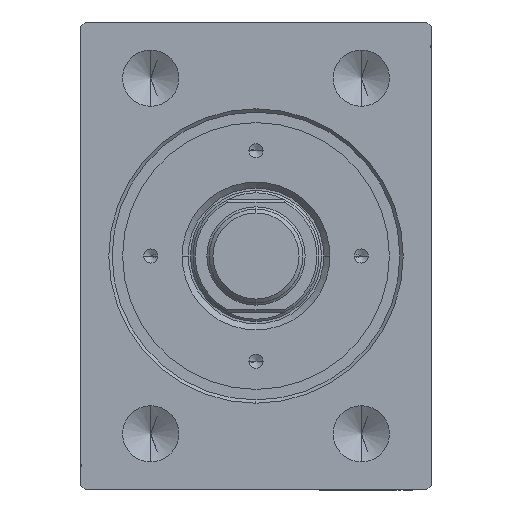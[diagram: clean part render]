
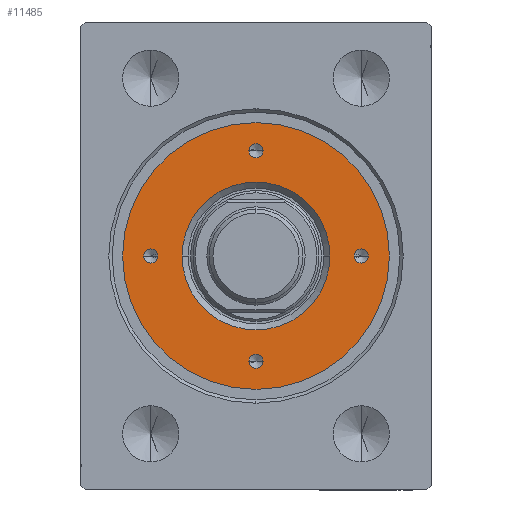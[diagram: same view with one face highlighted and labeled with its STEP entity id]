
A CAD part, left-side view. The second image highlights one B-rep face of the part: STEP entity #11485.
In plain terms, the highlighted face is planar.
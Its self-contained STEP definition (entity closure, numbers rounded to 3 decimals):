
#100 = CARTESIAN_POINT ( 'NONE',  ( 28.5, 0., 10. ) ) ;
#1613 = CARTESIAN_POINT ( 'NONE',  ( -21., 0., 10. ) ) ;
#2241 = CARTESIAN_POINT ( 'NONE',  ( 22.5, 0., 10. ) ) ;
#2837 = CARTESIAN_POINT ( 'NONE',  ( 0., 22.5, 10. ) ) ;
#2951 = EDGE_CURVE ( 'NONE', #31005, #43841, #41408, .T. ) ;
#2953 = DIRECTION ( 'NONE',  ( 0., 0., 1. ) ) ;
#3364 = ORIENTED_EDGE ( 'NONE', *, *, #14793, .F. ) ;
#4640 = DIRECTION ( 'NONE',  ( 1., 0., 0. ) ) ;
#4733 = AXIS2_PLACEMENT_3D ( 'NONE', #2837, #19704, #40621 ) ;
#5007 = EDGE_LOOP ( 'NONE', ( #34795, #16062 ) ) ;
#5102 = PLANE ( 'NONE',  #30822 ) ;
#5906 = EDGE_LOOP ( 'NONE', ( #28956, #37316 ) ) ;
#6758 = DIRECTION ( 'NONE',  ( 1., 0., 0. ) ) ;
#8253 = DIRECTION ( 'NONE',  ( 1., 0., 0. ) ) ;
#8694 = FACE_BOUND ( 'NONE', #17513, .T. ) ;
#9168 = CARTESIAN_POINT ( 'NONE',  ( 21., 0., 10. ) ) ;
#9448 = VERTEX_POINT ( 'NONE', #9168 ) ;
#9527 = AXIS2_PLACEMENT_3D ( 'NONE', #33197, #12725, #16332 ) ;
#10336 = DIRECTION ( 'NONE',  ( 1., 0., 0. ) ) ;
#10566 = DIRECTION ( 'NONE',  ( 0., 0., -1. ) ) ;
#10843 = VERTEX_POINT ( 'NONE', #1613 ) ;
#10906 = DIRECTION ( 'NONE',  ( 1., 0., 0. ) ) ;
#11403 = DIRECTION ( 'NONE',  ( 1., 0., 0. ) ) ;
#11473 = CIRCLE ( 'NONE', #30853, 15.8 ) ;
#11485 = ADVANCED_FACE ( 'NONE', ( #14997, #8694, #39740, #19271, #28714, #18827 ), #5102, .T. ) ;
#11618 = CARTESIAN_POINT ( 'NONE',  ( 0., 0., 10. ) ) ;
#11716 = DIRECTION ( 'NONE',  ( 1., 0., 0. ) ) ;
#11816 = VERTEX_POINT ( 'NONE', #16226 ) ;
#12361 = DIRECTION ( 'NONE',  ( 0., 0., 1. ) ) ;
#12725 = DIRECTION ( 'NONE',  ( 0., 0., 1. ) ) ;
#13137 = CARTESIAN_POINT ( 'NONE',  ( -1.5, -22.5, 10. ) ) ;
#13198 = EDGE_CURVE ( 'NONE', #31102, #31111, #24418, .T. ) ;
#13337 = CIRCLE ( 'NONE', #4733, 1.5 ) ;
#13367 = CIRCLE ( 'NONE', #36255, 1.5 ) ;
#13411 = EDGE_CURVE ( 'NONE', #31111, #31102, #11473, .T. ) ;
#14237 = AXIS2_PLACEMENT_3D ( 'NONE', #27994, #41724, #10906 ) ;
#14265 = DIRECTION ( 'NONE',  ( 0., 0., 1. ) ) ;
#14793 = EDGE_CURVE ( 'NONE', #39833, #19500, #41694, .T. ) ;
#14997 = FACE_BOUND ( 'NONE', #25993, .T. ) ;
#15446 = DIRECTION ( 'NONE',  ( 0., 0., 1. ) ) ;
#15459 = DIRECTION ( 'NONE',  ( 0., 0., 1. ) ) ;
#15824 = AXIS2_PLACEMENT_3D ( 'NONE', #25230, #38941, #11716 ) ;
#16062 = ORIENTED_EDGE ( 'NONE', *, *, #44494, .T. ) ;
#16176 = AXIS2_PLACEMENT_3D ( 'NONE', #2241, #12361, #26082 ) ;
#16200 = VERTEX_POINT ( 'NONE', #100 ) ;
#16226 = CARTESIAN_POINT ( 'NONE',  ( 24., 0., 10. ) ) ;
#16332 = DIRECTION ( 'NONE',  ( 1., 0., 0. ) ) ;
#16520 = CARTESIAN_POINT ( 'NONE',  ( 22.5, 0., 10. ) ) ;
#17124 = CARTESIAN_POINT ( 'NONE',  ( -1.5, 22.5, 10. ) ) ;
#17513 = EDGE_LOOP ( 'NONE', ( #39483, #28927 ) ) ;
#17543 = CARTESIAN_POINT ( 'NONE',  ( 0., 0., 10. ) ) ;
#18051 = CARTESIAN_POINT ( 'NONE',  ( -24., 0., 10. ) ) ;
#18827 = FACE_OUTER_BOUND ( 'NONE', #5007, .T. ) ;
#19271 = FACE_BOUND ( 'NONE', #40936, .T. ) ;
#19500 = VERTEX_POINT ( 'NONE', #25070 ) ;
#19704 = DIRECTION ( 'NONE',  ( 0., 0., 1. ) ) ;
#20256 = AXIS2_PLACEMENT_3D ( 'NONE', #31344, #14265, #25052 ) ;
#21433 = AXIS2_PLACEMENT_3D ( 'NONE', #40736, #2953, #6758 ) ;
#21720 = EDGE_LOOP ( 'NONE', ( #34144, #26106 ) ) ;
#22304 = AXIS2_PLACEMENT_3D ( 'NONE', #43556, #15459, #8253 ) ;
#23944 = EDGE_CURVE ( 'NONE', #34102, #16200, #24805, .T. ) ;
#24418 = CIRCLE ( 'NONE', #15824, 15.8 ) ;
#24805 = CIRCLE ( 'NONE', #34871, 28.5 ) ;
#25018 = CARTESIAN_POINT ( 'NONE',  ( -28.5, 0., 10. ) ) ;
#25052 = DIRECTION ( 'NONE',  ( 1., 0., 0. ) ) ;
#25070 = CARTESIAN_POINT ( 'NONE',  ( 1.5, -22.5, 10. ) ) ;
#25230 = CARTESIAN_POINT ( 'NONE',  ( 0., 0., 10. ) ) ;
#25812 = EDGE_CURVE ( 'NONE', #43841, #31005, #13337, .T. ) ;
#25993 = EDGE_LOOP ( 'NONE', ( #33750, #41206 ) ) ;
#26082 = DIRECTION ( 'NONE',  ( 1., 0., 0. ) ) ;
#26106 = ORIENTED_EDGE ( 'NONE', *, *, #26859, .F. ) ;
#26254 = CARTESIAN_POINT ( 'NONE',  ( 0., 0., 10. ) ) ;
#26318 = EDGE_CURVE ( 'NONE', #11816, #9448, #35532, .T. ) ;
#26713 = CARTESIAN_POINT ( 'NONE',  ( 15.8, 0., 10. ) ) ;
#26837 = DIRECTION ( 'NONE',  ( 1., 0., 0. ) ) ;
#26859 = EDGE_CURVE ( 'NONE', #9448, #11816, #13367, .T. ) ;
#27994 = CARTESIAN_POINT ( 'NONE',  ( 0., 0., 10. ) ) ;
#28558 = ORIENTED_EDGE ( 'NONE', *, *, #43800, .F. ) ;
#28714 = FACE_BOUND ( 'NONE', #5906, .T. ) ;
#28927 = ORIENTED_EDGE ( 'NONE', *, *, #25812, .F. ) ;
#28956 = ORIENTED_EDGE ( 'NONE', *, *, #13198, .T. ) ;
#29128 = EDGE_CURVE ( 'NONE', #32786, #10843, #40363, .T. ) ;
#29176 = AXIS2_PLACEMENT_3D ( 'NONE', #42871, #35434, #4640 ) ;
#30822 = AXIS2_PLACEMENT_3D ( 'NONE', #11618, #15446, #11403 ) ;
#30853 = AXIS2_PLACEMENT_3D ( 'NONE', #17543, #10566, #10336 ) ;
#31005 = VERTEX_POINT ( 'NONE', #41438 ) ;
#31063 = CIRCLE ( 'NONE', #9527, 1.5 ) ;
#31102 = VERTEX_POINT ( 'NONE', #26713 ) ;
#31111 = VERTEX_POINT ( 'NONE', #37271 ) ;
#31344 = CARTESIAN_POINT ( 'NONE',  ( -22.5, 0., 10. ) ) ;
#31409 = EDGE_CURVE ( 'NONE', #10843, #32786, #31063, .T. ) ;
#32786 = VERTEX_POINT ( 'NONE', #18051 ) ;
#33158 = DIRECTION ( 'NONE',  ( 0., 0., 1. ) ) ;
#33197 = CARTESIAN_POINT ( 'NONE',  ( -22.5, 0., 10. ) ) ;
#33750 = ORIENTED_EDGE ( 'NONE', *, *, #31409, .F. ) ;
#34102 = VERTEX_POINT ( 'NONE', #25018 ) ;
#34144 = ORIENTED_EDGE ( 'NONE', *, *, #26318, .F. ) ;
#34795 = ORIENTED_EDGE ( 'NONE', *, *, #23944, .T. ) ;
#34871 = AXIS2_PLACEMENT_3D ( 'NONE', #26254, #35689, #39981 ) ;
#35434 = DIRECTION ( 'NONE',  ( 0., 0., 1. ) ) ;
#35532 = CIRCLE ( 'NONE', #16176, 1.5 ) ;
#35689 = DIRECTION ( 'NONE',  ( 0., 0., 1. ) ) ;
#35794 = CIRCLE ( 'NONE', #21433, 1.5 ) ;
#36255 = AXIS2_PLACEMENT_3D ( 'NONE', #16520, #33158, #26837 ) ;
#37271 = CARTESIAN_POINT ( 'NONE',  ( -15.8, 0., 10. ) ) ;
#37316 = ORIENTED_EDGE ( 'NONE', *, *, #13411, .T. ) ;
#38941 = DIRECTION ( 'NONE',  ( 0., 0., -1. ) ) ;
#39483 = ORIENTED_EDGE ( 'NONE', *, *, #2951, .F. ) ;
#39740 = FACE_BOUND ( 'NONE', #21720, .T. ) ;
#39833 = VERTEX_POINT ( 'NONE', #13137 ) ;
#39981 = DIRECTION ( 'NONE',  ( 1., 0., 0. ) ) ;
#40363 = CIRCLE ( 'NONE', #20256, 1.5 ) ;
#40621 = DIRECTION ( 'NONE',  ( 1., 0., 0. ) ) ;
#40736 = CARTESIAN_POINT ( 'NONE',  ( 0., -22.5, 10. ) ) ;
#40936 = EDGE_LOOP ( 'NONE', ( #28558, #3364 ) ) ;
#41206 = ORIENTED_EDGE ( 'NONE', *, *, #29128, .F. ) ;
#41408 = CIRCLE ( 'NONE', #29176, 1.5 ) ;
#41438 = CARTESIAN_POINT ( 'NONE',  ( 1.5, 22.5, 10. ) ) ;
#41533 = CIRCLE ( 'NONE', #14237, 28.5 ) ;
#41694 = CIRCLE ( 'NONE', #22304, 1.5 ) ;
#41724 = DIRECTION ( 'NONE',  ( 0., 0., 1. ) ) ;
#42871 = CARTESIAN_POINT ( 'NONE',  ( 0., 22.5, 10. ) ) ;
#43556 = CARTESIAN_POINT ( 'NONE',  ( 0., -22.5, 10. ) ) ;
#43800 = EDGE_CURVE ( 'NONE', #19500, #39833, #35794, .T. ) ;
#43841 = VERTEX_POINT ( 'NONE', #17124 ) ;
#44494 = EDGE_CURVE ( 'NONE', #16200, #34102, #41533, .T. ) ;
